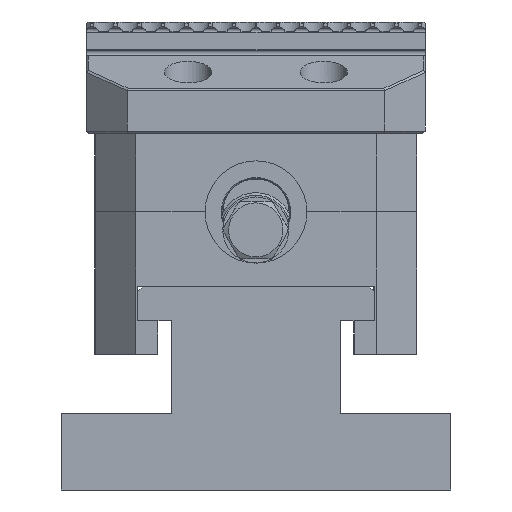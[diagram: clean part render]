
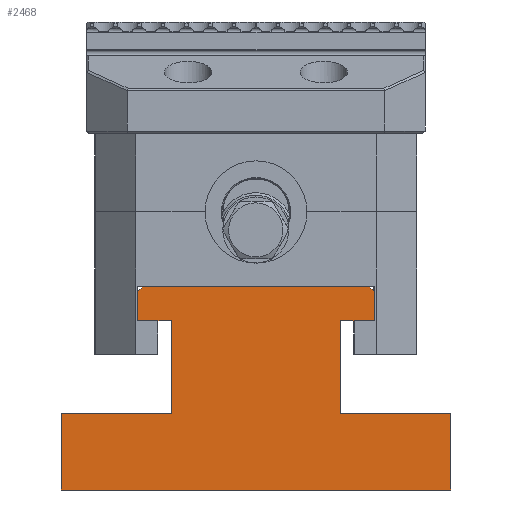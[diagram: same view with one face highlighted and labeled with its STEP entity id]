
A CAD part, left-side view. The second image highlights one B-rep face of the part: STEP entity #2468.
In plain terms, the highlighted planar face has unit normal (-1, 0, 0).
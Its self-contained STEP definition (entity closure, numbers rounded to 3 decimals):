
#2468=ADVANCED_FACE('',(#4024),#3442,.T.);
#3442=PLANE('',#17049);
#4024=FACE_OUTER_BOUND('',#4669,.T.);
#4669=EDGE_LOOP('',(#6044,#6045,#6046,#6047,#6048,#6049,#6050,#6051,#6052,
#6053,#6054,#6055,#6056,#6057));
#6044=ORIENTED_EDGE('',*,*,#12227,.T.);
#6045=ORIENTED_EDGE('',*,*,#12233,.T.);
#6046=ORIENTED_EDGE('',*,*,#12234,.F.);
#6047=ORIENTED_EDGE('',*,*,#12235,.T.);
#6048=ORIENTED_EDGE('',*,*,#12236,.T.);
#6049=ORIENTED_EDGE('',*,*,#12237,.T.);
#6050=ORIENTED_EDGE('',*,*,#12203,.F.);
#6051=ORIENTED_EDGE('',*,*,#12238,.T.);
#6052=ORIENTED_EDGE('',*,*,#12231,.T.);
#6053=ORIENTED_EDGE('',*,*,#12239,.F.);
#6054=ORIENTED_EDGE('',*,*,#12240,.F.);
#6055=ORIENTED_EDGE('',*,*,#12241,.F.);
#6056=ORIENTED_EDGE('',*,*,#12219,.T.);
#6057=ORIENTED_EDGE('',*,*,#12242,.T.);
#10548=VERTEX_POINT('',#23758);
#10549=VERTEX_POINT('',#23760);
#10564=VERTEX_POINT('',#23794);
#10565=VERTEX_POINT('',#23796);
#10572=VERTEX_POINT('',#23811);
#10573=VERTEX_POINT('',#23813);
#10576=VERTEX_POINT('',#23820);
#10577=VERTEX_POINT('',#23822);
#10578=VERTEX_POINT('',#23826);
#10579=VERTEX_POINT('',#23828);
#10580=VERTEX_POINT('',#23830);
#10581=VERTEX_POINT('',#23832);
#10582=VERTEX_POINT('',#23836);
#10583=VERTEX_POINT('',#23838);
#12203=EDGE_CURVE('',#10548,#10549,#14470,.T.);
#12219=EDGE_CURVE('',#10565,#10564,#14486,.T.);
#12227=EDGE_CURVE('',#10573,#10572,#14492,.T.);
#12231=EDGE_CURVE('',#10577,#10576,#14496,.T.);
#12233=EDGE_CURVE('',#10572,#10578,#14498,.T.);
#12234=EDGE_CURVE('',#10579,#10578,#14499,.T.);
#12235=EDGE_CURVE('',#10579,#10580,#14500,.T.);
#12236=EDGE_CURVE('',#10580,#10581,#14501,.T.);
#12237=EDGE_CURVE('',#10581,#10549,#14502,.T.);
#12238=EDGE_CURVE('',#10548,#10577,#14503,.T.);
#12239=EDGE_CURVE('',#10582,#10576,#14504,.T.);
#12240=EDGE_CURVE('',#10583,#10582,#14505,.T.);
#12241=EDGE_CURVE('',#10565,#10583,#14506,.T.);
#12242=EDGE_CURVE('',#10564,#10573,#14507,.T.);
#14470=LINE('',#23759,#15760);
#14486=LINE('',#23795,#15776);
#14492=LINE('',#23812,#15782);
#14496=LINE('',#23821,#15786);
#14498=LINE('',#23825,#15788);
#14499=LINE('',#23827,#15789);
#14500=LINE('',#23829,#15790);
#14501=LINE('',#23831,#15791);
#14502=LINE('',#23833,#15792);
#14503=LINE('',#23834,#15793);
#14504=LINE('',#23835,#15794);
#14505=LINE('',#23837,#15795);
#14506=LINE('',#23839,#15796);
#14507=LINE('',#23840,#15797);
#15760=VECTOR('',#18858,1.);
#15776=VECTOR('',#18882,1.);
#15782=VECTOR('',#18894,1.);
#15786=VECTOR('',#18900,1.);
#15788=VECTOR('',#18904,1.);
#15789=VECTOR('',#18905,1.);
#15790=VECTOR('',#18906,1.);
#15791=VECTOR('',#18907,1.);
#15792=VECTOR('',#18908,1.);
#15793=VECTOR('',#18909,1.);
#15794=VECTOR('',#18910,1.);
#15795=VECTOR('',#18911,1.);
#15796=VECTOR('',#18912,1.);
#15797=VECTOR('',#18913,1.);
#17049=AXIS2_PLACEMENT_3D('',#23841,#18914,#18915);
#18858=DIRECTION('',(0.,0.,1.));
#18882=DIRECTION('',(0.,0.,1.));
#18894=DIRECTION('',(0.,1.,0.));
#18900=DIRECTION('',(0.,0.,1.));
#18904=DIRECTION('',(0.,0.707,-0.707));
#18905=DIRECTION('',(0.,0.,1.));
#18906=DIRECTION('',(0.,-1.,0.));
#18907=DIRECTION('',(0.,0.,-1.));
#18908=DIRECTION('',(0.,1.,0.));
#18909=DIRECTION('',(0.,-1.,0.));
#18910=DIRECTION('',(0.,-1.,0.));
#18911=DIRECTION('',(0.,0.,-1.));
#18912=DIRECTION('',(0.,1.,0.));
#18913=DIRECTION('',(0.,0.707,0.707));
#18914=DIRECTION('',(-1.,0.,0.));
#18915=DIRECTION('',(0.,0.,1.));
#23758=CARTESIAN_POINT('',(91.928,112.422,-4.912));
#23759=CARTESIAN_POINT('',(91.928,112.422,-5.212));
#23760=CARTESIAN_POINT('',(91.928,112.422,17.588));
#23794=CARTESIAN_POINT('',(91.928,19.922,53.688));
#23795=CARTESIAN_POINT('',(91.928,19.922,-5.212));
#23796=CARTESIAN_POINT('',(91.928,19.922,45.088));
#23811=CARTESIAN_POINT('',(91.928,88.522,55.088));
#23812=CARTESIAN_POINT('',(91.928,54.922,55.088));
#23813=CARTESIAN_POINT('',(91.928,21.322,55.088));
#23820=CARTESIAN_POINT('',(91.928,-2.578,17.588));
#23821=CARTESIAN_POINT('',(91.928,-2.578,-5.212));
#23822=CARTESIAN_POINT('',(91.928,-2.578,-4.912));
#23825=CARTESIAN_POINT('',(91.928,101.872,41.738));
#23826=CARTESIAN_POINT('',(91.928,89.922,53.688));
#23827=CARTESIAN_POINT('',(91.928,89.922,-5.212));
#23828=CARTESIAN_POINT('',(91.928,89.922,45.088));
#23829=CARTESIAN_POINT('',(91.928,112.422,45.088));
#23830=CARTESIAN_POINT('',(91.928,79.922,45.088));
#23831=CARTESIAN_POINT('',(91.928,79.922,-5.212));
#23832=CARTESIAN_POINT('',(91.928,79.922,17.588));
#23833=CARTESIAN_POINT('',(91.928,54.922,17.588));
#23834=CARTESIAN_POINT('',(91.928,54.922,-4.912));
#23835=CARTESIAN_POINT('',(91.928,54.922,17.588));
#23836=CARTESIAN_POINT('',(91.928,29.922,17.588));
#23837=CARTESIAN_POINT('',(91.928,29.922,-5.212));
#23838=CARTESIAN_POINT('',(91.928,29.922,45.088));
#23839=CARTESIAN_POINT('',(91.928,54.922,45.088));
#23840=CARTESIAN_POINT('',(91.928,7.972,41.738));
#23841=CARTESIAN_POINT('',(91.928,54.922,-5.212));
